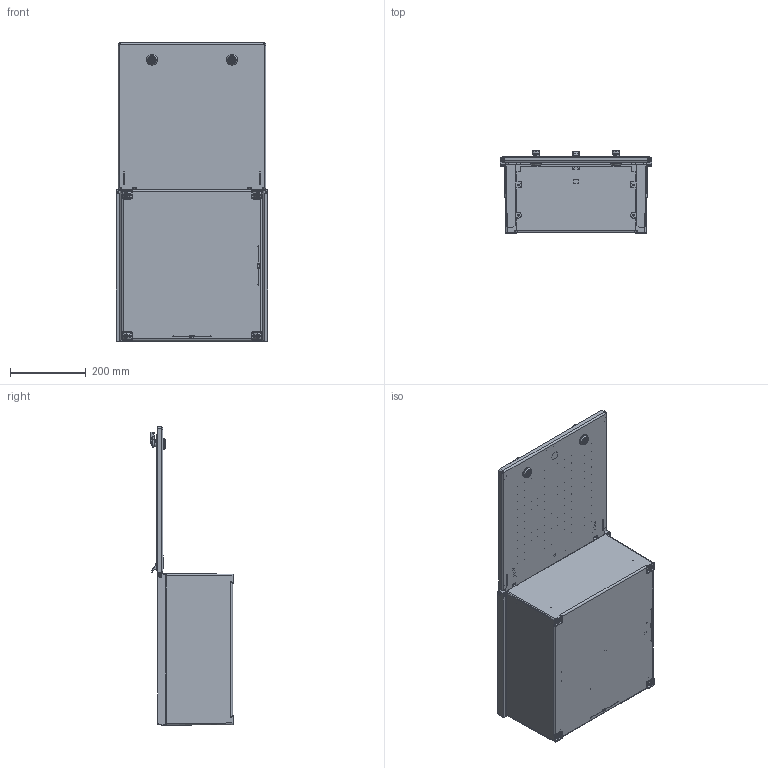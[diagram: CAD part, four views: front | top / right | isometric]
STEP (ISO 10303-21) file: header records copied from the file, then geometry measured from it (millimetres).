
FILE_DESCRIPTION((''),'2;1');
FILE_NAME('ETI_CAB-44_ASM','2019-02-01T',('Marketing.praksa'),('Audax d.o.o.'),'CREO PARAMETRIC BY PTC INC, 2017480','CREO PARAMETRIC BY PTC INC, 2017480','');
FILE_SCHEMA(('CONFIG_CONTROL_DESIGN'));
Products named in the file (23): CUB-44_1_1; PUB-44-2-MEC_1_1; EJB_1_1_1; JN-C_1_1_1; COJINETE-M22MAL_1_1_1; TPDB-ETI_CAB_1_1; PMC-APM-2-MAL_1_1_1; D7971-8X3-4_1_1_1; JN-TORICA_1_1_1; CMDB-M22_ASM_1_ASM_1_1_ASM; TU-M22_1_1_1; BC-ETI_CAB_1_1; D84-5X12_1_1_1; JUNTA-ETI_CAB-44_1_1; PUB-44_ASM_1_ASM_1_ASM; D97-4X50_1_1_1; TACO_1_1_1; LLD-10_1_1_1; D84-6X10_1_1_1; BO-ETI_CAB_ASM_1_ASM_1_ASM; ETI_CAB-44_ASM_1_ASM_1_ASM; ETI_CAB-44_ASM_1_ASM; ETI_CAB-44_ASM
Assembly tree (35 placements, depth 6):
  ETI_CAB-44_ASM
    ETI_CAB-44_ASM_1_ASM
      ETI_CAB-44_ASM_1_ASM_1_ASM
        CUB-44_1_1
        PUB-44_ASM_1_ASM_1_ASM
          PUB-44-2-MEC_1_1
          EJB_1_1_1  x2
          JN-C_1_1_1  x2
          CMDB-M22_ASM_1_ASM_1_1_ASM  x2
            COJINETE-M22MAL_1_1_1
            TPDB-ETI_CAB_1_1
            PMC-APM-2-MAL_1_1_1
            D7971-8X3-4_1_1_1
            JN-TORICA_1_1_1
          TU-M22_1_1_1  x2
          BC-ETI_CAB_1_1
          D84-5X12_1_1_1
          JUNTA-ETI_CAB-44_1_1
        BO-ETI_CAB_ASM_1_ASM_1_ASM
          D97-4X50_1_1_1  x4
          TACO_1_1_1  x4
          LLD-10_1_1_1
          D84-6X10_1_1_1  x4
Bounding box: 399.97 x 218.19 x 787 mm (x, y, z)
Volume: 2232822.5 mm3; surface area: 1507094.2 mm2
Topology: 34 solids, 41 shells, 4231 faces, 10898 edges, 6602 vertices
Faces by surface type: plane 1377, cylinder 1321, cone 540, bspline 529, torus 332, sphere 132
Entity records: 137237 total; most frequent: CARTESIAN_POINT 60099, ORIENTED_EDGE 16650, DIRECTION 14983, EDGE_CURVE 8331, AXIS2_PLACEMENT_3D 5579, VERTEX_POINT 5225, VECTOR 3825, LINE 3825
